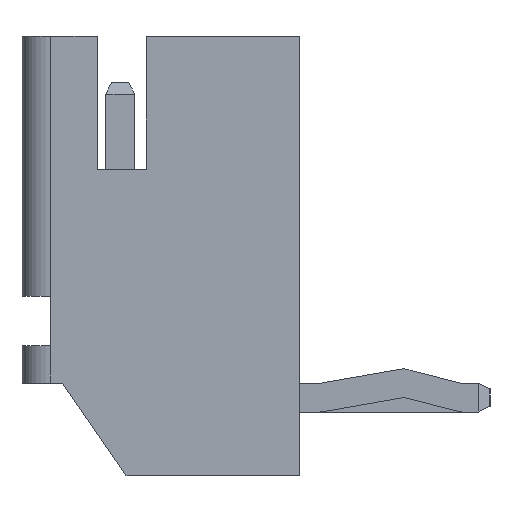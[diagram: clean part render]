
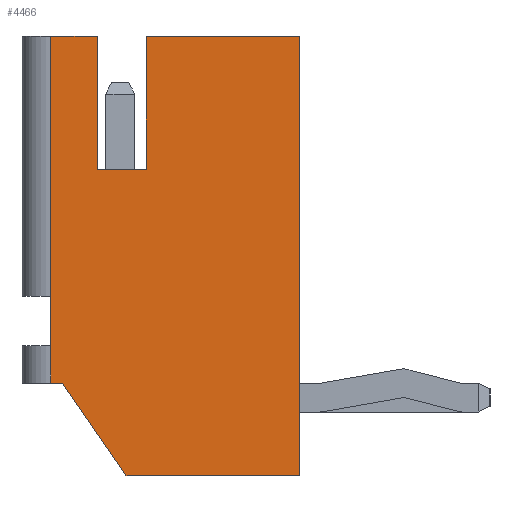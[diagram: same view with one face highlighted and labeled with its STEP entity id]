
A CAD part, left-side view. The second image highlights one B-rep face of the part: STEP entity #4466.
In plain terms, the highlighted planar face has unit normal (-1, 0, 0).
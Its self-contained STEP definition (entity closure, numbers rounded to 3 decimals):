
#1=DIRECTION('',(0.,0.567,0.824));
#2=VECTOR('',#1,1.942);
#3=CARTESIAN_POINT('',(-9.,0.6,-4.6));
#4=LINE('',#3,#2);
#9=DIRECTION('',(0.,0.,-1.));
#10=VECTOR('',#9,0.65);
#11=CARTESIAN_POINT('',(-9.,1.9,-2.35));
#12=LINE('',#11,#10);
#18=DIRECTION('',(0.,1.,0.));
#19=VECTOR('',#18,0.2);
#20=CARTESIAN_POINT('',(-9.,1.7,-3.));
#21=LINE('',#20,#19);
#30=DIRECTION('',(0.,1.,0.));
#31=VECTOR('',#30,3.);
#32=CARTESIAN_POINT('',(-9.,-2.4,-4.6));
#33=LINE('',#32,#31);
#38=DIRECTION('',(0.,0.,-1.));
#39=VECTOR('',#38,7.6);
#40=CARTESIAN_POINT('',(-9.,-2.4,3.));
#41=LINE('',#40,#39);
#86=DIRECTION('',(0.,-1.,0.));
#87=VECTOR('',#86,2.65);
#88=CARTESIAN_POINT('',(-9.,0.25,3.));
#89=LINE('',#88,#87);
#250=DIRECTION('',(0.,0.,-1.));
#251=VECTOR('',#250,0.85);
#252=CARTESIAN_POINT('',(-9.,1.9,-1.5));
#253=LINE('',#252,#251);
#557=DIRECTION('',(0.,-1.,0.));
#558=VECTOR('',#557,0.8);
#559=CARTESIAN_POINT('',(-9.,1.9,3.));
#560=LINE('',#559,#558);
#561=DIRECTION('',(0.,0.,-1.));
#562=VECTOR('',#561,4.5);
#563=CARTESIAN_POINT('',(-9.,1.9,3.));
#564=LINE('',#563,#562);
#764=DIRECTION('',(0.,0.,-1.));
#765=VECTOR('',#764,2.3);
#766=CARTESIAN_POINT('',(-9.,0.25,3.));
#767=LINE('',#766,#765);
#768=DIRECTION('',(0.,1.,0.));
#769=VECTOR('',#768,0.85);
#770=CARTESIAN_POINT('',(-9.,0.25,0.7));
#771=LINE('',#770,#769);
#792=DIRECTION('',(0.,0.,1.));
#793=VECTOR('',#792,2.3);
#794=CARTESIAN_POINT('',(-9.,1.1,0.7));
#795=LINE('',#794,#793);
#3715=CARTESIAN_POINT('',(-9.,1.9,-2.35));
#3716=CARTESIAN_POINT('',(-9.,1.9,-3.));
#3717=VERTEX_POINT('',#3715);
#3718=VERTEX_POINT('',#3716);
#3719=CARTESIAN_POINT('',(-9.,1.7,-3.));
#3720=VERTEX_POINT('',#3719);
#3721=CARTESIAN_POINT('',(-9.,0.6,-4.6));
#3722=VERTEX_POINT('',#3721);
#3723=CARTESIAN_POINT('',(-9.,-2.4,-4.6));
#3724=VERTEX_POINT('',#3723);
#3725=CARTESIAN_POINT('',(-9.,-2.4,3.));
#3726=VERTEX_POINT('',#3725);
#3727=CARTESIAN_POINT('',(-9.,0.25,3.));
#3728=VERTEX_POINT('',#3727);
#3729=CARTESIAN_POINT('',(-9.,0.25,0.7));
#3730=VERTEX_POINT('',#3729);
#3731=CARTESIAN_POINT('',(-9.,1.1,0.7));
#3732=VERTEX_POINT('',#3731);
#3733=CARTESIAN_POINT('',(-9.,1.1,3.));
#3734=VERTEX_POINT('',#3733);
#3735=CARTESIAN_POINT('',(-9.,1.9,3.));
#3736=VERTEX_POINT('',#3735);
#3737=CARTESIAN_POINT('',(-9.,1.9,-1.5));
#3738=VERTEX_POINT('',#3737);
#4435=CARTESIAN_POINT('',(-9.,-0.25,-0.8));
#4436=DIRECTION('',(1.,0.,0.));
#4437=DIRECTION('',(0.,0.,-1.));
#4438=AXIS2_PLACEMENT_3D('',#4435,#4436,#4437);
#4439=PLANE('',#4438);
#4441=ORIENTED_EDGE('',*,*,#4440,.F.);
#4443=ORIENTED_EDGE('',*,*,#4442,.F.);
#4445=ORIENTED_EDGE('',*,*,#4444,.F.);
#4447=ORIENTED_EDGE('',*,*,#4446,.T.);
#4449=ORIENTED_EDGE('',*,*,#4448,.F.);
#4451=ORIENTED_EDGE('',*,*,#4450,.F.);
#4453=ORIENTED_EDGE('',*,*,#4452,.F.);
#4455=ORIENTED_EDGE('',*,*,#4454,.T.);
#4457=ORIENTED_EDGE('',*,*,#4456,.T.);
#4459=ORIENTED_EDGE('',*,*,#4458,.T.);
#4461=ORIENTED_EDGE('',*,*,#4460,.T.);
#4463=ORIENTED_EDGE('',*,*,#4462,.T.);
#4464=EDGE_LOOP('',(#4441,#4443,#4445,#4447,#4449,#4451,#4453,#4455,#4457,#4459,
#4461,#4463));
#4465=FACE_OUTER_BOUND('',#4464,.F.);
#4466=ADVANCED_FACE('',(#4465),#4439,.F.);
#4440=EDGE_CURVE('',#3717,#3718,#12,.T.);
#4442=EDGE_CURVE('',#3738,#3717,#253,.T.);
#4444=EDGE_CURVE('',#3736,#3738,#564,.T.);
#4446=EDGE_CURVE('',#3736,#3734,#560,.T.);
#4448=EDGE_CURVE('',#3732,#3734,#795,.T.);
#4450=EDGE_CURVE('',#3730,#3732,#771,.T.);
#4452=EDGE_CURVE('',#3728,#3730,#767,.T.);
#4454=EDGE_CURVE('',#3728,#3726,#89,.T.);
#4456=EDGE_CURVE('',#3726,#3724,#41,.T.);
#4458=EDGE_CURVE('',#3724,#3722,#33,.T.);
#4460=EDGE_CURVE('',#3722,#3720,#4,.T.);
#4462=EDGE_CURVE('',#3720,#3718,#21,.T.);
